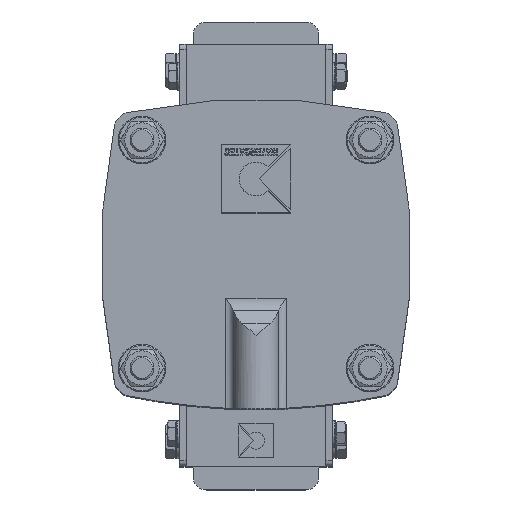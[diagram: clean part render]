
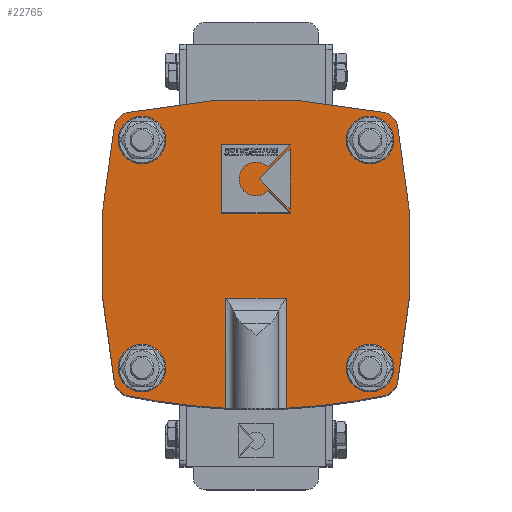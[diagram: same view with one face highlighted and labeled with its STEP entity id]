
A CAD part, top view. The second image highlights one B-rep face of the part: STEP entity #22765.
In plain terms, the highlighted planar face has unit normal (0, 0, 1).
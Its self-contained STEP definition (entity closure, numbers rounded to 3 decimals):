
#643=FACE_BOUND('',#8007,.T.);
#644=FACE_BOUND('',#8008,.T.);
#645=FACE_BOUND('',#8009,.T.);
#646=FACE_BOUND('',#8010,.T.);
#647=FACE_BOUND('',#8011,.T.);
#648=FACE_BOUND('',#8012,.T.);
#2770=LINE('',#39889,#4636);
#2774=LINE('',#39898,#4640);
#2776=LINE('',#39902,#4642);
#2778=LINE('',#39906,#4644);
#2779=LINE('',#39908,#4645);
#2782=LINE('',#39917,#4648);
#2786=LINE('',#39924,#4652);
#2788=LINE('',#39927,#4654);
#2789=LINE('',#39944,#4655);
#2790=LINE('',#39977,#4656);
#2800=LINE('',#40031,#4666);
#4636=VECTOR('',#29393,18.284);
#4640=VECTOR('',#29403,18.284);
#4642=VECTOR('',#29407,40.);
#4644=VECTOR('',#29411,40.);
#4645=VECTOR('',#29414,40.);
#4648=VECTOR('',#29421,25.284);
#4652=VECTOR('',#29427,35.757);
#4654=VECTOR('',#29431,25.284);
#4655=VECTOR('',#29438,64.711);
#4656=VECTOR('',#29445,64.711);
#4666=VECTOR('',#29499,35.623);
#5524=PLANE('',#24731);
#6590=FACE_OUTER_BOUND('',#8006,.T.);
#8006=EDGE_LOOP('',(#20017,#20018,#20019,#20020,#20021,#20022,#20023,#20024,
#20025,#20026,#20027,#20028));
#8007=EDGE_LOOP('',(#20029,#20030,#20031,#20032,#20033,#20034));
#8008=EDGE_LOOP('',(#20035,#20036,#20037));
#8009=EDGE_LOOP('',(#20038));
#8010=EDGE_LOOP('',(#20039));
#8011=EDGE_LOOP('',(#20040));
#8012=EDGE_LOOP('',(#20041));
#8957=CIRCLE('',#24694,10.);
#8963=CIRCLE('',#24718,7.5);
#8965=CIRCLE('',#24721,7.5);
#8967=CIRCLE('',#24724,7.5);
#8969=CIRCLE('',#24727,7.5);
#8970=CIRCLE('',#24732,368.5);
#8971=CIRCLE('',#24733,10.);
#8972=CIRCLE('',#24734,368.5);
#8973=CIRCLE('',#24735,10.);
#8974=CIRCLE('',#24736,368.5);
#8975=CIRCLE('',#24737,10.);
#8976=CIRCLE('',#24738,368.5);
#8977=CIRCLE('',#24739,10.);
#8978=CIRCLE('',#24740,368.5);
#11332=VERTEX_POINT('',#39886);
#11333=VERTEX_POINT('',#39888);
#11334=VERTEX_POINT('',#39892);
#11335=VERTEX_POINT('',#39896);
#11336=VERTEX_POINT('',#39900);
#11337=VERTEX_POINT('',#39904);
#11340=VERTEX_POINT('',#39914);
#11341=VERTEX_POINT('',#39916);
#11343=VERTEX_POINT('',#39922);
#11345=VERTEX_POINT('',#39932);
#11346=VERTEX_POINT('',#39943);
#11347=VERTEX_POINT('',#39966);
#11349=VERTEX_POINT('',#39976);
#11355=VERTEX_POINT('',#40005);
#11357=VERTEX_POINT('',#40011);
#11359=VERTEX_POINT('',#40017);
#11361=VERTEX_POINT('',#40023);
#11362=VERTEX_POINT('',#40033);
#11363=VERTEX_POINT('',#40035);
#11364=VERTEX_POINT('',#40037);
#11365=VERTEX_POINT('',#40039);
#11366=VERTEX_POINT('',#40041);
#11367=VERTEX_POINT('',#40043);
#11368=VERTEX_POINT('',#40045);
#11369=VERTEX_POINT('',#40047);
#14284=EDGE_CURVE('',#11333,#11332,#2770,.T.);
#14287=EDGE_CURVE('',#11332,#11334,#8957,.T.);
#14289=EDGE_CURVE('',#11334,#11335,#2774,.T.);
#14291=EDGE_CURVE('',#11335,#11336,#2776,.T.);
#14293=EDGE_CURVE('',#11336,#11337,#2778,.T.);
#14294=EDGE_CURVE('',#11337,#11333,#2779,.T.);
#14297=EDGE_CURVE('',#11341,#11340,#2782,.T.);
#14301=EDGE_CURVE('',#11340,#11343,#2786,.T.);
#14303=EDGE_CURVE('',#11343,#11341,#2788,.T.);
#14306=EDGE_CURVE('',#11345,#11346,#2789,.T.);
#14311=EDGE_CURVE('',#11347,#11349,#2790,.T.);
#14322=EDGE_CURVE('',#11355,#11355,#8963,.T.);
#14325=EDGE_CURVE('',#11357,#11357,#8965,.T.);
#14328=EDGE_CURVE('',#11359,#11359,#8967,.T.);
#14331=EDGE_CURVE('',#11361,#11361,#8969,.T.);
#14334=EDGE_CURVE('',#11346,#11347,#2800,.T.);
#14335=EDGE_CURVE('',#11362,#11345,#8970,.T.);
#14336=EDGE_CURVE('',#11363,#11362,#8971,.T.);
#14337=EDGE_CURVE('',#11364,#11363,#8972,.T.);
#14338=EDGE_CURVE('',#11365,#11364,#8973,.T.);
#14339=EDGE_CURVE('',#11366,#11365,#8974,.T.);
#14340=EDGE_CURVE('',#11367,#11366,#8975,.T.);
#14341=EDGE_CURVE('',#11368,#11367,#8976,.T.);
#14342=EDGE_CURVE('',#11369,#11368,#8977,.T.);
#14343=EDGE_CURVE('',#11349,#11369,#8978,.T.);
#20017=ORIENTED_EDGE('',*,*,#14306,.F.);
#20018=ORIENTED_EDGE('',*,*,#14335,.F.);
#20019=ORIENTED_EDGE('',*,*,#14336,.F.);
#20020=ORIENTED_EDGE('',*,*,#14337,.F.);
#20021=ORIENTED_EDGE('',*,*,#14338,.F.);
#20022=ORIENTED_EDGE('',*,*,#14339,.F.);
#20023=ORIENTED_EDGE('',*,*,#14340,.F.);
#20024=ORIENTED_EDGE('',*,*,#14341,.F.);
#20025=ORIENTED_EDGE('',*,*,#14342,.F.);
#20026=ORIENTED_EDGE('',*,*,#14343,.F.);
#20027=ORIENTED_EDGE('',*,*,#14311,.F.);
#20028=ORIENTED_EDGE('',*,*,#14334,.F.);
#20029=ORIENTED_EDGE('',*,*,#14284,.T.);
#20030=ORIENTED_EDGE('',*,*,#14287,.T.);
#20031=ORIENTED_EDGE('',*,*,#14289,.T.);
#20032=ORIENTED_EDGE('',*,*,#14291,.T.);
#20033=ORIENTED_EDGE('',*,*,#14293,.T.);
#20034=ORIENTED_EDGE('',*,*,#14294,.T.);
#20035=ORIENTED_EDGE('',*,*,#14297,.T.);
#20036=ORIENTED_EDGE('',*,*,#14301,.T.);
#20037=ORIENTED_EDGE('',*,*,#14303,.T.);
#20038=ORIENTED_EDGE('',*,*,#14322,.T.);
#20039=ORIENTED_EDGE('',*,*,#14325,.T.);
#20040=ORIENTED_EDGE('',*,*,#14328,.T.);
#20041=ORIENTED_EDGE('',*,*,#14331,.T.);
#22765=ADVANCED_FACE('',(#6590,#643,#644,#645,#646,#647,#648),#5524,.T.);
#24694=AXIS2_PLACEMENT_3D('',#39894,#29398,#29399);
#24718=AXIS2_PLACEMENT_3D('',#40007,#29468,#29469);
#24721=AXIS2_PLACEMENT_3D('',#40013,#29475,#29476);
#24724=AXIS2_PLACEMENT_3D('',#40019,#29482,#29483);
#24727=AXIS2_PLACEMENT_3D('',#40025,#29489,#29490);
#24731=AXIS2_PLACEMENT_3D('',#40032,#29500,#29501);
#24732=AXIS2_PLACEMENT_3D('',#40034,#29502,#29503);
#24733=AXIS2_PLACEMENT_3D('',#40036,#29504,#29505);
#24734=AXIS2_PLACEMENT_3D('',#40038,#29506,#29507);
#24735=AXIS2_PLACEMENT_3D('',#40040,#29508,#29509);
#24736=AXIS2_PLACEMENT_3D('',#40042,#29510,#29511);
#24737=AXIS2_PLACEMENT_3D('',#40044,#29512,#29513);
#24738=AXIS2_PLACEMENT_3D('',#40046,#29514,#29515);
#24739=AXIS2_PLACEMENT_3D('',#40048,#29516,#29517);
#24740=AXIS2_PLACEMENT_3D('',#40049,#29518,#29519);
#29393=DIRECTION('',(0.707,-0.707,0.));
#29398=DIRECTION('center_axis',(0.,0.,1.));
#29399=DIRECTION('ref_axis',(0.707,-0.707,0.));
#29403=DIRECTION('',(0.707,0.707,0.));
#29407=DIRECTION('',(0.,-1.,0.));
#29411=DIRECTION('',(-1.,0.,0.));
#29414=DIRECTION('',(0.,1.,0.));
#29421=DIRECTION('',(-0.707,0.707,0.));
#29427=DIRECTION('',(1.,0.,0.));
#29431=DIRECTION('',(-0.707,-0.707,0.));
#29438=DIRECTION('',(-1.,0.,0.));
#29445=DIRECTION('',(1.,0.,0.));
#29468=DIRECTION('center_axis',(0.,0.,-1.));
#29469=DIRECTION('ref_axis',(1.,0.,0.));
#29475=DIRECTION('center_axis',(0.,0.,-1.));
#29476=DIRECTION('ref_axis',(1.,0.,0.));
#29482=DIRECTION('center_axis',(0.,0.,-1.));
#29483=DIRECTION('ref_axis',(1.,0.,0.));
#29489=DIRECTION('center_axis',(0.,0.,-1.));
#29490=DIRECTION('ref_axis',(1.,0.,0.));
#29499=DIRECTION('',(0.,-1.,0.));
#29500=DIRECTION('center_axis',(0.,0.,1.));
#29501=DIRECTION('ref_axis',(1.,0.,0.));
#29502=DIRECTION('center_axis',(0.,0.,-1.));
#29503=DIRECTION('ref_axis',(0.979,-0.205,0.));
#29504=DIRECTION('center_axis',(0.,0.,-1.));
#29505=DIRECTION('ref_axis',(0.979,0.205,0.));
#29506=DIRECTION('center_axis',(0.,0.,-1.));
#29507=DIRECTION('ref_axis',(0.205,0.979,0.));
#29508=DIRECTION('center_axis',(0.,0.,-1.));
#29509=DIRECTION('ref_axis',(-0.205,0.979,0.));
#29510=DIRECTION('center_axis',(0.,0.,-1.));
#29511=DIRECTION('ref_axis',(-0.979,0.205,0.));
#29512=DIRECTION('center_axis',(0.,0.,-1.));
#29513=DIRECTION('ref_axis',(-0.979,-0.205,0.));
#29514=DIRECTION('center_axis',(0.,0.,-1.));
#29515=DIRECTION('ref_axis',(-0.205,-0.979,0.));
#29516=DIRECTION('center_axis',(0.,0.,-1.));
#29517=DIRECTION('ref_axis',(0.205,-0.979,0.));
#29518=DIRECTION('center_axis',(0.,0.,-1.));
#29519=DIRECTION('ref_axis',(0.979,-0.205,0.));
#39886=CARTESIAN_POINT('',(-51.213,7.071,17.));
#39888=CARTESIAN_POINT('',(-64.142,20.,17.));
#39889=CARTESIAN_POINT('',(-43.107,-1.036,17.));
#39892=CARTESIAN_POINT('',(-37.071,7.071,17.));
#39894=CARTESIAN_POINT('Origin',(-44.142,0.,
17.));
#39896=CARTESIAN_POINT('',(-24.142,20.,17.));
#39898=CARTESIAN_POINT('',(-29.571,14.571,17.));
#39900=CARTESIAN_POINT('',(-24.142,-20.,17.));
#39902=CARTESIAN_POINT('',(-24.142,10.,17.));
#39904=CARTESIAN_POINT('',(-64.142,-20.,17.));
#39906=CARTESIAN_POINT('',(-12.071,-20.,17.));
#39908=CARTESIAN_POINT('',(-64.142,-10.,17.));
#39914=CARTESIAN_POINT('',(-62.021,20.,17.));
#39916=CARTESIAN_POINT('',(-44.142,2.121,17.));
#39917=CARTESIAN_POINT('',(-32.576,-9.445,17.));
#39922=CARTESIAN_POINT('',(-26.263,20.,17.));
#39924=CARTESIAN_POINT('',(-31.01,20.,17.));
#39927=CARTESIAN_POINT('',(-24.698,21.566,17.));
#39932=CARTESIAN_POINT('',(90.569,17.812,17.));
#39943=CARTESIAN_POINT('',(25.858,17.812,17.));
#39944=CARTESIAN_POINT('',(91.,17.812,17.));
#39966=CARTESIAN_POINT('',(25.858,-17.812,17.));
#39976=CARTESIAN_POINT('',(90.569,-17.812,17.));
#39977=CARTESIAN_POINT('',(91.,-17.812,17.));
#40005=CARTESIAN_POINT('',(-74.5,-67.,17.));
#40007=CARTESIAN_POINT('Origin',(-67.,-67.,17.));
#40011=CARTESIAN_POINT('',(59.5,67.,17.));
#40013=CARTESIAN_POINT('Origin',(67.,67.,17.));
#40017=CARTESIAN_POINT('',(59.5,-67.,17.));
#40019=CARTESIAN_POINT('Origin',(67.,-67.,17.));
#40023=CARTESIAN_POINT('',(-74.5,67.,17.));
#40025=CARTESIAN_POINT('Origin',(-67.,67.,17.));
#40031=CARTESIAN_POINT('',(25.858,0.,17.));
#40032=CARTESIAN_POINT('Origin',(0.,0.,
17.));
#40033=CARTESIAN_POINT('',(83.193,75.452,17.));
#40034=CARTESIAN_POINT('Origin',(-277.5,0.,
17.));
#40035=CARTESIAN_POINT('',(75.452,83.193,17.));
#40036=CARTESIAN_POINT('Origin',(73.405,73.405,17.));
#40037=CARTESIAN_POINT('',(-75.452,83.193,17.));
#40038=CARTESIAN_POINT('Origin',(0.,-277.5,
17.));
#40039=CARTESIAN_POINT('',(-83.193,75.452,17.));
#40040=CARTESIAN_POINT('Origin',(-73.405,73.405,17.));
#40041=CARTESIAN_POINT('',(-83.193,-75.452,17.));
#40042=CARTESIAN_POINT('Origin',(277.5,0.,
17.));
#40043=CARTESIAN_POINT('',(-75.452,-83.193,17.));
#40044=CARTESIAN_POINT('Origin',(-73.405,-73.405,17.));
#40045=CARTESIAN_POINT('',(75.452,-83.193,17.));
#40046=CARTESIAN_POINT('Origin',(0.,277.5,
17.));
#40047=CARTESIAN_POINT('',(83.193,-75.452,17.));
#40048=CARTESIAN_POINT('Origin',(73.405,-73.405,17.));
#40049=CARTESIAN_POINT('Origin',(-277.5,0.,
17.));
